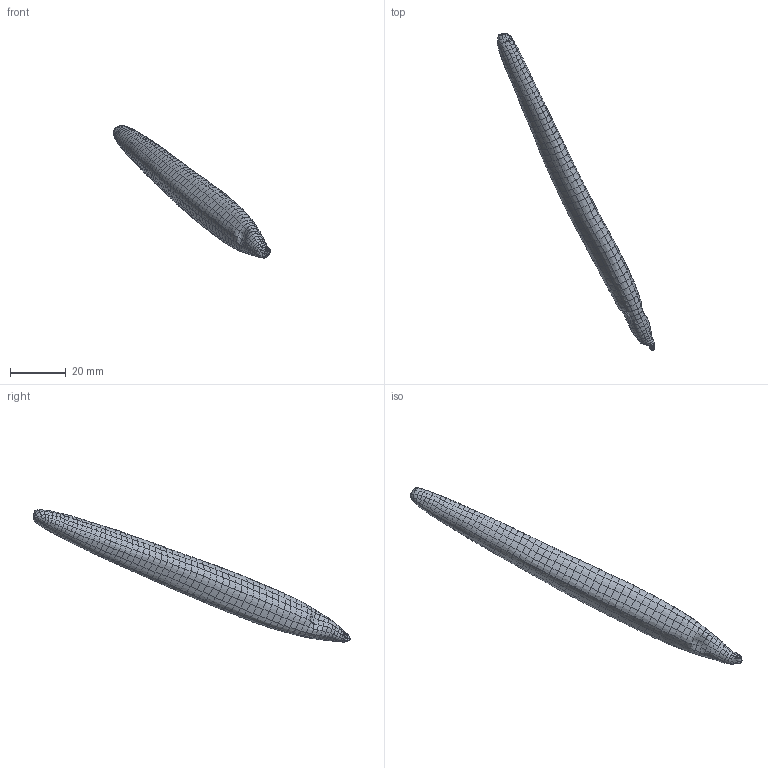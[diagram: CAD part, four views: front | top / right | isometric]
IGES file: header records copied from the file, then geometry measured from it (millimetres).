
Global section: file name: Filename.iges; native system: Open CASCADE 7.1; preprocessor: Open CASCADE IGES processor 7.1; author: jerom; date: 20191205.003847; units: millimetre
Bounding box: 56.66 x 114.13 x 47.67 mm (x, y, z)
Volume: 10069.1 mm3; surface area: 4179.4 mm2
Topology: 1 solids, 1 shells, 902 faces, 1804 edges, 904 vertices
Faces by surface type: bspline 902
